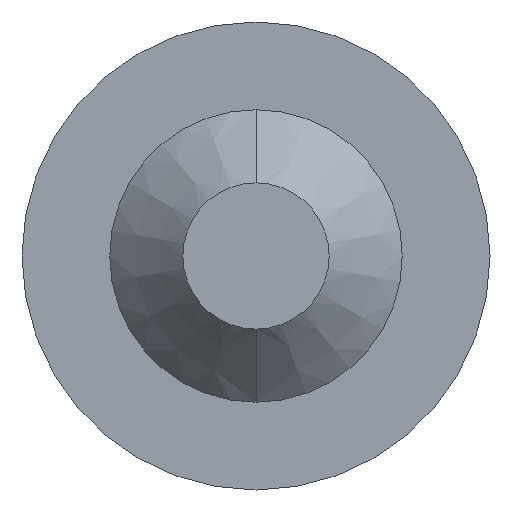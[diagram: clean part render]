
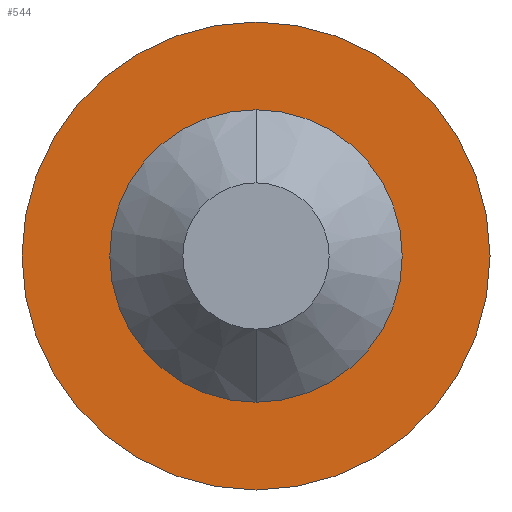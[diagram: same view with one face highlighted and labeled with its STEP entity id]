
A CAD part, front view. The second image highlights one B-rep face of the part: STEP entity #544.
In plain terms, the highlighted planar face has unit normal (0, -1, 0).
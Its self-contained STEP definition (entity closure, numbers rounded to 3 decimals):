
#8 = DIRECTION ( 'NONE',  ( 0., 0., 1. ) ) ;
#13 = VERTEX_POINT ( 'NONE', #83 ) ;
#16 = ORIENTED_EDGE ( 'NONE', *, *, #342, .T. ) ;
#64 = CIRCLE ( 'NONE', #283, 1. ) ;
#73 = VERTEX_POINT ( 'NONE', #92 ) ;
#83 = CARTESIAN_POINT ( 'NONE',  ( 0., 0., -1. ) ) ;
#92 = CARTESIAN_POINT ( 'NONE',  ( 0., 0., 1. ) ) ;
#101 = CIRCLE ( 'NONE', #511, 1.6 ) ;
#105 = DIRECTION ( 'NONE',  ( 0., 1., 0. ) ) ;
#111 = DIRECTION ( 'NONE',  ( 0., 0., 1. ) ) ;
#113 = EDGE_LOOP ( 'NONE', ( #371, #358 ) ) ;
#144 = CARTESIAN_POINT ( 'NONE',  ( 0., 0., 1.6 ) ) ;
#153 = VERTEX_POINT ( 'NONE', #144 ) ;
#162 = CARTESIAN_POINT ( 'NONE',  ( 0., 0., -1.6 ) ) ;
#165 = CARTESIAN_POINT ( 'NONE',  ( 0., 0., 0. ) ) ;
#237 = CARTESIAN_POINT ( 'NONE',  ( 0., 0., 0. ) ) ;
#279 = EDGE_CURVE ( 'NONE', #73, #13, #64, .T. ) ;
#282 = FACE_BOUND ( 'NONE', #320, .T. ) ;
#283 = AXIS2_PLACEMENT_3D ( 'NONE', #537, #105, #384 ) ;
#293 = DIRECTION ( 'NONE',  ( 0., 1., 0. ) ) ;
#320 = EDGE_LOOP ( 'NONE', ( #582, #16 ) ) ;
#332 = CARTESIAN_POINT ( 'NONE',  ( 0., 0., 0. ) ) ;
#342 = EDGE_CURVE ( 'NONE', #13, #73, #351, .T. ) ;
#351 = CIRCLE ( 'NONE', #379, 1. ) ;
#355 = DIRECTION ( 'NONE',  ( 0., 0., 1. ) ) ;
#358 = ORIENTED_EDGE ( 'NONE', *, *, #374, .F. ) ;
#371 = ORIENTED_EDGE ( 'NONE', *, *, #440, .F. ) ;
#374 = EDGE_CURVE ( 'NONE', #153, #561, #101, .T. ) ;
#379 = AXIS2_PLACEMENT_3D ( 'NONE', #332, #293, #8 ) ;
#384 = DIRECTION ( 'NONE',  ( 0., 0., 1. ) ) ;
#387 = AXIS2_PLACEMENT_3D ( 'NONE', #496, #543, #111 ) ;
#396 = FACE_OUTER_BOUND ( 'NONE', #113, .T. ) ;
#412 = PLANE ( 'NONE',  #555 ) ;
#425 = CIRCLE ( 'NONE', #387, 1.6 ) ;
#440 = EDGE_CURVE ( 'NONE', #561, #153, #425, .T. ) ;
#445 = DIRECTION ( 'NONE',  ( 0., 1., 0. ) ) ;
#496 = CARTESIAN_POINT ( 'NONE',  ( 0., 0., 0. ) ) ;
#511 = AXIS2_PLACEMENT_3D ( 'NONE', #237, #445, #590 ) ;
#537 = CARTESIAN_POINT ( 'NONE',  ( 0., 0., 0. ) ) ;
#543 = DIRECTION ( 'NONE',  ( 0., 1., 0. ) ) ;
#544 = ADVANCED_FACE ( 'NONE', ( #282, #396 ), #412, .F. ) ;
#555 = AXIS2_PLACEMENT_3D ( 'NONE', #165, #559, #355 ) ;
#559 = DIRECTION ( 'NONE',  ( 0., 1., 0. ) ) ;
#561 = VERTEX_POINT ( 'NONE', #162 ) ;
#582 = ORIENTED_EDGE ( 'NONE', *, *, #279, .T. ) ;
#590 = DIRECTION ( 'NONE',  ( 0., 0., 1. ) ) ;
